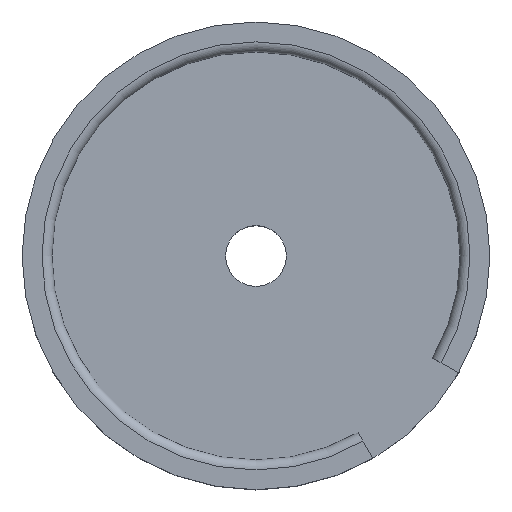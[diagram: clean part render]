
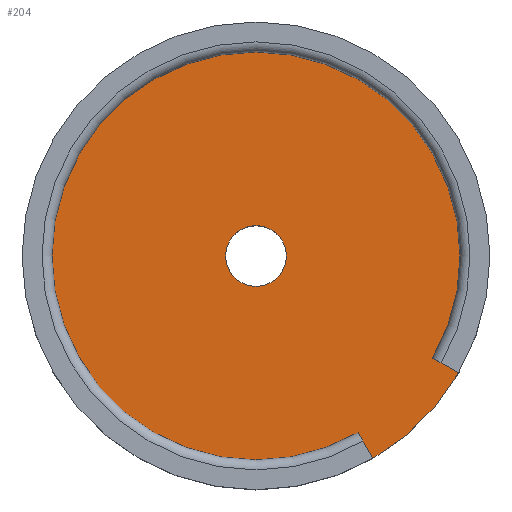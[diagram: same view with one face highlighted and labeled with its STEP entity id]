
A CAD part, top view. The second image highlights one B-rep face of the part: STEP entity #204.
In plain terms, the highlighted planar face has unit normal (0, 0, 1).
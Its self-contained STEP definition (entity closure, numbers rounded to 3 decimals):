
#16=FACE_BOUND('',#74,.T.);
#25=LINE('',#339,#36);
#29=LINE('',#360,#40);
#36=VECTOR('',#271,10.);
#40=VECTOR('',#295,10.);
#48=PLANE('',#246);
#60=FACE_OUTER_BOUND('',#73,.T.);
#73=EDGE_LOOP('',(#185,#186,#187,#188));
#74=EDGE_LOOP('',(#189));
#89=CIRCLE('',#240,10.25);
#90=CIRCLE('',#242,1.525);
#92=CIRCLE('',#245,11.75);
#100=VERTEX_POINT('',#336);
#101=VERTEX_POINT('',#338);
#107=VERTEX_POINT('',#357);
#108=VERTEX_POINT('',#359);
#109=VERTEX_POINT('',#365);
#120=EDGE_CURVE('',#100,#101,#25,.T.);
#130=EDGE_CURVE('',#107,#108,#29,.T.);
#132=EDGE_CURVE('',#100,#108,#89,.T.);
#133=EDGE_CURVE('',#109,#109,#90,.T.);
#137=EDGE_CURVE('',#101,#107,#92,.T.);
#185=ORIENTED_EDGE('',*,*,#132,.T.);
#186=ORIENTED_EDGE('',*,*,#130,.F.);
#187=ORIENTED_EDGE('',*,*,#137,.F.);
#188=ORIENTED_EDGE('',*,*,#120,.F.);
#189=ORIENTED_EDGE('',*,*,#133,.T.);
#204=ADVANCED_FACE('',(#60,#16),#48,.T.);
#240=AXIS2_PLACEMENT_3D('',#363,#299,#300);
#242=AXIS2_PLACEMENT_3D('',#366,#303,#304);
#245=AXIS2_PLACEMENT_3D('',#372,#311,#312);
#246=AXIS2_PLACEMENT_3D('',#373,#313,#314);
#271=DIRECTION('',(0.866,-0.5,0.));
#295=DIRECTION('',(-0.5,0.866,0.));
#299=DIRECTION('center_axis',(0.,0.,1.));
#300=DIRECTION('ref_axis',(-1.,0.,0.));
#303=DIRECTION('center_axis',(0.,0.,-1.));
#304=DIRECTION('ref_axis',(-1.,0.,0.));
#311=DIRECTION('center_axis',(0.,0.,-1.));
#312=DIRECTION('ref_axis',(-1.,0.,0.));
#313=DIRECTION('center_axis',(0.,0.,1.));
#314=DIRECTION('ref_axis',(-1.,0.,0.));
#336=CARTESIAN_POINT('',(8.877,19.875,55.));
#338=CARTESIAN_POINT('',(10.176,19.125,55.));
#339=CARTESIAN_POINT('',(0.,25.,55.));
#357=CARTESIAN_POINT('',(5.875,14.824,55.));
#359=CARTESIAN_POINT('',(5.125,16.123,55.));
#360=CARTESIAN_POINT('',(5.125,16.123,55.));
#363=CARTESIAN_POINT('Origin',(0.,25.,55.));
#365=CARTESIAN_POINT('',(1.525,25.,55.));
#366=CARTESIAN_POINT('Origin',(0.,25.,55.));
#372=CARTESIAN_POINT('Origin',(0.,25.,55.));
#373=CARTESIAN_POINT('Origin',(0.,25.,55.));
